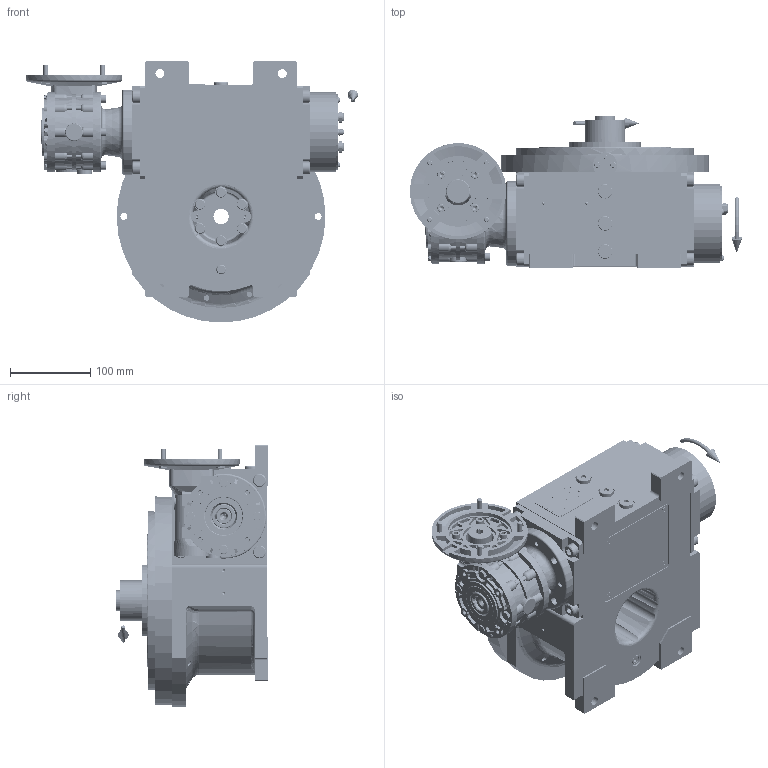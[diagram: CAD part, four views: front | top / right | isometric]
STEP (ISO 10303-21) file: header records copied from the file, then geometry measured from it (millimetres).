
FILE_DESCRIPTION (( 'STEP AP214' ), '1' );
FILE_NAME ('PC5200393.step', '2024-06-13T14:39:13', ( '' ), ( '' ), 'SwSTEP 2.0', 'SolidWorks 2020', '' );
FILE_SCHEMA (( 'AUTOMOTIVE_DESIGN' ));
Length unit declared in the file: millimetre
Products named in the file (88): CFN2000_01_183.stp; cfn2000_01_126; cfn2000_01_103; cfn2000_01_124; cfn2128_04_004; rig06_007_master; cfn2104_01_004; cfn2115_02_178; olio_agip_blasia_150; CFN2104_02_017.stp; cfn2003_01_054; cfn2077_01_018; AS_rig06_071_6_m_n_03; rig06_004_s_001; rig06_003_6; cfn2104_01_016; AS_rig06_002_bl_022; PC5200393; RIG06_005_S_002_ASM.stp; rig06_005_n_02; CFN2010_02_002.stp; 9004_2512; cfn2107_01_001; CFN2400_08_001.stp; freccia_angolare_albero; cfn2158_01_010; cfn2400_34_001; AS_rig06_004; RMI40_F1_DX_56B5; cfn2151_01_090; rig06_004; rig06_014; AS_rig06_014; CFN2223_01-570X6-B.stp; cfn2400_34_001.stp; cfn2115_02_165; AS_rig06_016; cfn2155_01_056; CFN2000_01_185.stp; cfn2276_01_074 ...
Assembly tree (84 placements, depth 5):
  rig06_007_master
  olio_agip_blasia_150
  cfn2077_01_018
  PC5200393
    rig06_001_a
    AS_cfn2476_01_002_60x46
      cfn2476_01_002_60x46
      cfn2107_01_001
      cfn2107_01_001
    AS_rig06_071_6_m_n_03
      rig06_071_06_m_n_03_asm.stp
        RIG06_005_S_002_ASM.stp
          RIG06_021_AF1.stp
          CFN2000_01_185.stp
          CFN2000_01_185.stp
          CFN2104_02_017.stp
        CFN2010_02_002.stp
      rig06_003_6
      rig06_005_n_02
      cfn2000_01_124  x6
      cfn2104_01_016  x2
      cfn2000_01_124
      cfn2000_01_124
      cfn2000_01_124
      cfn2000_01_124
      cfn2155_01_303
    AS_rig06_014
      rig06_014
      cfn2158_01_011
      cfn2104_01_004
      cfn2104_01_004
      cfn2000_01_126
      cfn2000_01_126
      cfn2000_01_126
      cfn2000_01_126
      cfn2000_01_126
      cfn2000_01_126
    AS_rig06_004
      rig06_004
      cfn2070_05_005
      cfn2000_01_103
      cfn2000_01_103
      cfn2000_01_103
      cfn2000_01_103
      cfn2155_01_056
    AS_rig06_004_s_001
      rig06_004_s_001
      cfn2070_05_005
      cfn2000_01_103
      cfn2000_01_103
      cfn2000_01_103
      cfn2000_01_103
      cfn2155_01_056
    AS_rig06_002_bl_022
      rig06_002_bl_022
      cfn2115_02_178
    9004_2512
    cfn2128_04_004
    cfn2128_04_004
    cfn2128_04_004
Bounding box: 413.4 x 190 x 325 mm (x, y, z)
Volume: 3363426.6 mm3; surface area: 1033750 mm2
Topology: 74 solids, 74 shells, 4333 faces, 10843 edges, 6874 vertices
Faces by surface type: plane 1900, cylinder 1514, cone 700, torus 152, bspline 47, sphere 20
Entity records: 147643 total; most frequent: CARTESIAN_POINT 37726, DIRECTION 21047, ORIENTED_EDGE 20466, EDGE_CURVE 10233, AXIS2_PLACEMENT_3D 7884, VERTEX_POINT 6577, VECTOR 5279, LINE 5279
